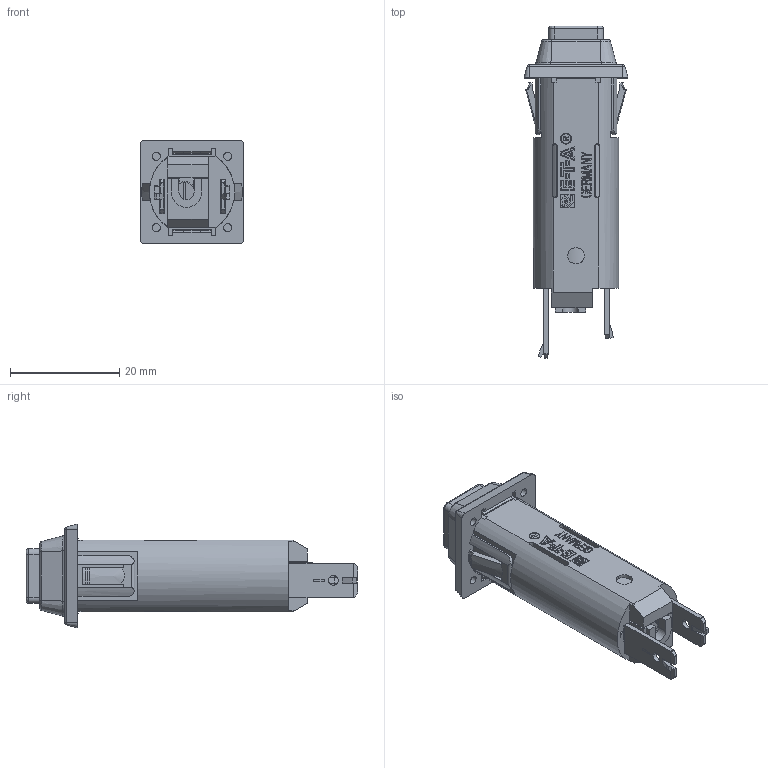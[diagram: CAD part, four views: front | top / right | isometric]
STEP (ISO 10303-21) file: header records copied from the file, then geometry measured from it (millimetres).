
FILE_DESCRIPTION((''),'2;1');
FILE_NAME('DUMMY-1110-F112-P1M1','2024-02-15T13:56:43',('wschmidt'),(''),'CREO PARAMETRIC BY PTC INC, 2022484','CREO PARAMETRIC BY PTC INC, 2022484','');
FILE_SCHEMA(('AUTOMOTIVE_DESIGN { 1 0 10303 214 1 1 1 1 }'));
Length unit declared in the file: millimetre
Products named in the file (1): DUMMY-1110-F112-P1M1
Bounding box: 19.02 x 60.75 x 19.02 mm (x, y, z)
Volume: 8379.5 mm3; surface area: 6579.6 mm2
Topology: 2 solids, 6 shells, 1064 faces, 3022 edges, 1993 vertices
Faces by surface type: plane 866, cylinder 144, cone 34, bspline 14, torus 4, sphere 2
Entity records: 36781 total; most frequent: CARTESIAN_POINT 8508, ORIENTED_EDGE 6040, DIRECTION 5317, EDGE_CURVE 3020, VECTOR 2425, LINE 2425, VERTEX_POINT 1993, AXIS2_PLACEMENT_3D 1446
